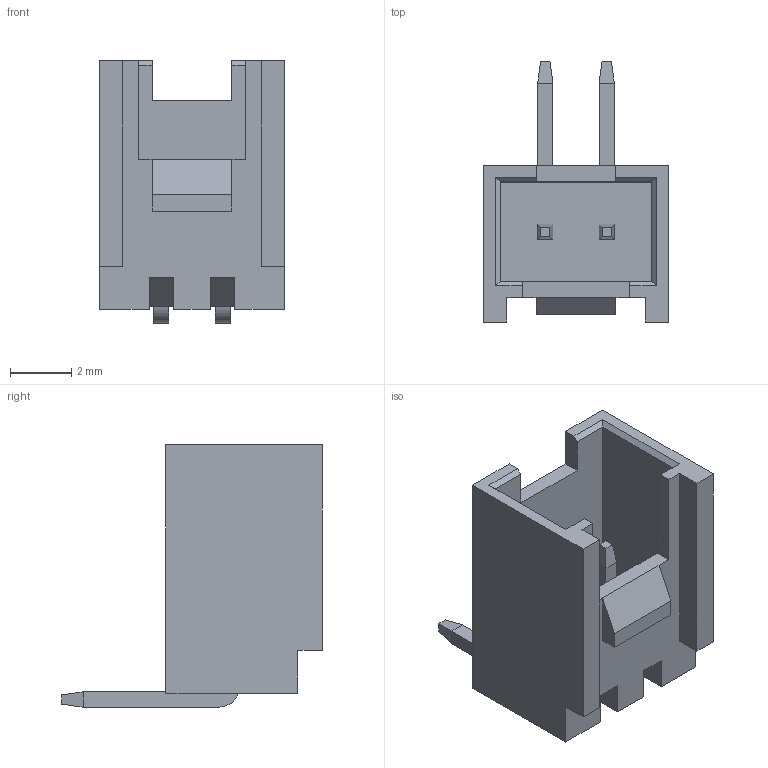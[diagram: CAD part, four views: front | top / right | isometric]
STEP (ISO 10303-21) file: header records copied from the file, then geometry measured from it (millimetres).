
FILE_DESCRIPTION((''),'2;1');
FILE_NAME('PRT0047','2025-06-17T',('工程三'),(''),'PRO/ENGINEER BY PARAMETRIC TECHNOLOGY CORPORATION, 2010280','PRO/ENGINEER BY PARAMETRIC TECHNOLOGY CORPORATION, 2010280','');
FILE_SCHEMA(('CONFIG_CONTROL_DESIGN'));
Length unit declared in the file: millimetre
Products named in the file (1): PRT0047
Bounding box: 6 x 8.5 x 8.55 mm (x, y, z)
Volume: 110 mm3; surface area: 362.6 mm2
Topology: 1 solids, 1 shells, 87 faces, 221 edges, 140 vertices
Faces by surface type: plane 85, cylinder 2
Entity records: 2581 total; most frequent: CARTESIAN_POINT 448, ORIENTED_EDGE 442, DIRECTION 399, EDGE_CURVE 221, VECTOR 217, LINE 217, VERTEX_POINT 140, AXIS2_PLACEMENT_3D 91
